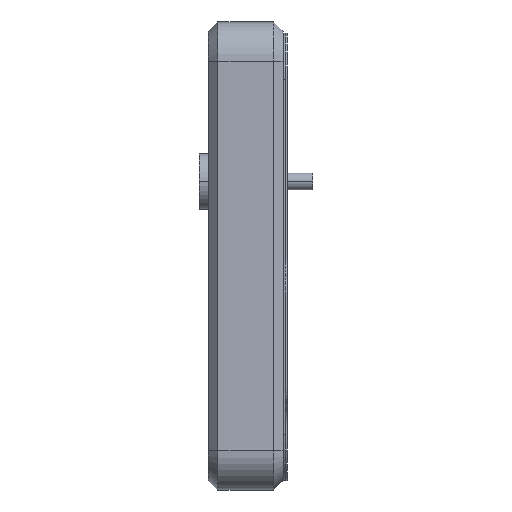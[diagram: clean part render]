
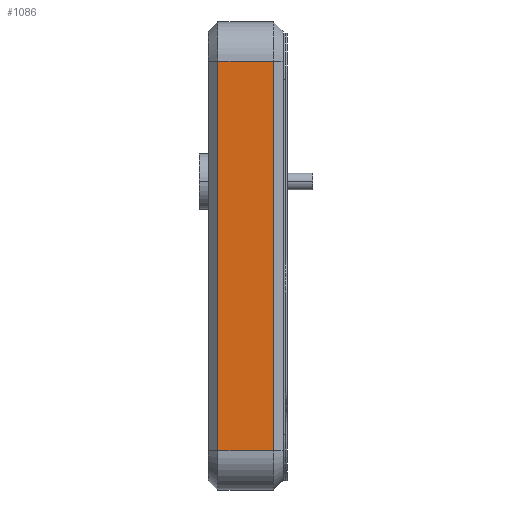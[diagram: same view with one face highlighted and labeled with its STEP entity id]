
A CAD part, left-side view. The second image highlights one B-rep face of the part: STEP entity #1086.
In plain terms, the highlighted planar face has unit normal (-1, 0, 0).
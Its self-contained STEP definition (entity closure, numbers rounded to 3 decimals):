
#720 = VECTOR ( 'NONE', #5879, 1000. ) ;
#1086 = ADVANCED_FACE ( 'NONE', ( #17045 ), #5248, .F. ) ;
#1622 = LINE ( 'NONE', #15454, #20577 ) ;
#3542 = DIRECTION ( 'NONE',  ( 1., 0., 0. ) ) ;
#5248 = PLANE ( 'NONE',  #17425 ) ;
#5304 = VERTEX_POINT ( 'NONE', #17681 ) ;
#5879 = DIRECTION ( 'NONE',  ( 0., 1., 0. ) ) ;
#6536 = CARTESIAN_POINT ( 'NONE',  ( -12.55, 3.5, -10.45 ) ) ;
#7420 = ORIENTED_EDGE ( 'NONE', *, *, #12894, .T. ) ;
#7559 = CARTESIAN_POINT ( 'NONE',  ( -12.55, 0.5, -10.45 ) ) ;
#9335 = CARTESIAN_POINT ( 'NONE',  ( -12.55, 3.5, 10.45 ) ) ;
#10511 = LINE ( 'NONE', #22399, #720 ) ;
#11361 = VECTOR ( 'NONE', #21969, 1000. ) ;
#11817 = DIRECTION ( 'NONE',  ( 0., 0., 1. ) ) ;
#11941 = EDGE_LOOP ( 'NONE', ( #19296, #16887, #12193, #7420 ) ) ;
#12193 = ORIENTED_EDGE ( 'NONE', *, *, #14492, .T. ) ;
#12894 = EDGE_CURVE ( 'NONE', #23315, #13310, #1622, .T. ) ;
#13310 = VERTEX_POINT ( 'NONE', #6536 ) ;
#14492 = EDGE_CURVE ( 'NONE', #5304, #23315, #10511, .T. ) ;
#14603 = VECTOR ( 'NONE', #11817, 1000. ) ;
#14749 = EDGE_CURVE ( 'NONE', #13310, #20942, #21678, .T. ) ;
#15454 = CARTESIAN_POINT ( 'NONE',  ( -12.55, 3.5, -10.45 ) ) ;
#16111 = CARTESIAN_POINT ( 'NONE',  ( -12.55, 4., -10.45 ) ) ;
#16369 = CARTESIAN_POINT ( 'NONE',  ( -12.55, 4., 12.55 ) ) ;
#16887 = ORIENTED_EDGE ( 'NONE', *, *, #17624, .T. ) ;
#16892 = LINE ( 'NONE', #22795, #14603 ) ;
#17045 = FACE_OUTER_BOUND ( 'NONE', #11941, .T. ) ;
#17425 = AXIS2_PLACEMENT_3D ( 'NONE', #16369, #3542, #19961 ) ;
#17624 = EDGE_CURVE ( 'NONE', #20942, #5304, #16892, .T. ) ;
#17681 = CARTESIAN_POINT ( 'NONE',  ( -12.55, 0.5, 10.45 ) ) ;
#19296 = ORIENTED_EDGE ( 'NONE', *, *, #14749, .T. ) ;
#19961 = DIRECTION ( 'NONE',  ( 0., 1., 0. ) ) ;
#20577 = VECTOR ( 'NONE', #21615, 1000. ) ;
#20942 = VERTEX_POINT ( 'NONE', #7559 ) ;
#21615 = DIRECTION ( 'NONE',  ( 0., 0., -1. ) ) ;
#21678 = LINE ( 'NONE', #16111, #11361 ) ;
#21969 = DIRECTION ( 'NONE',  ( 0., -1., 0. ) ) ;
#22399 = CARTESIAN_POINT ( 'NONE',  ( -12.55, 4., 10.45 ) ) ;
#22795 = CARTESIAN_POINT ( 'NONE',  ( -12.55, 0.5, 12.55 ) ) ;
#23315 = VERTEX_POINT ( 'NONE', #9335 ) ;
